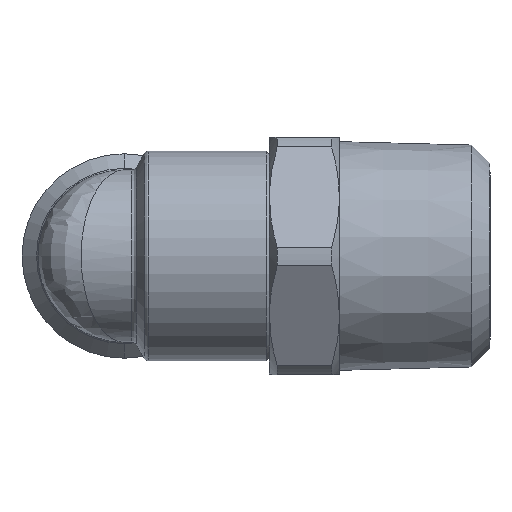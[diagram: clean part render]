
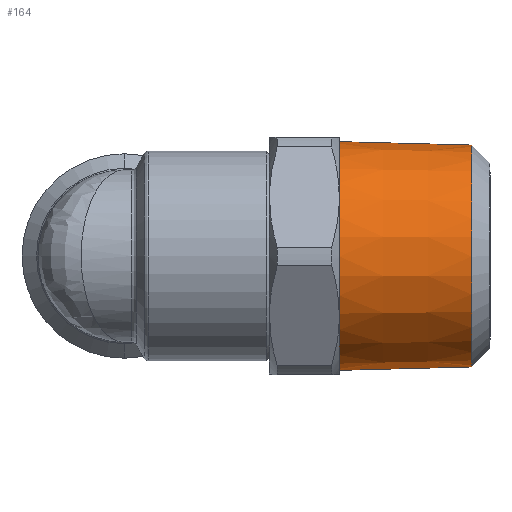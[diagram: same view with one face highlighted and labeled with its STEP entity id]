
A CAD part, left-side view. The second image highlights one B-rep face of the part: STEP entity #164.
In plain terms, the highlighted conical face has half-angle 1.47 degrees and reference radius 10.626 mm.
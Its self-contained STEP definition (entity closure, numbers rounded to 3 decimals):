
#42 = EDGE_CURVE ( 'NONE', #756, #786, #1475, .T. ) ;
#164 = ADVANCED_FACE ( 'NONE', ( #2042 ), #2037, .T. ) ;
#192 = EDGE_CURVE ( 'NONE', #764, #785, #1777, .T. ) ;
#755 = EDGE_CURVE ( 'NONE', #764, #756, #1768, .T. ) ;
#756 = VERTEX_POINT ( 'NONE', #1789 ) ;
#757 = EDGE_CURVE ( 'NONE', #785, #786, #1826, .T. ) ;
#764 = VERTEX_POINT ( 'NONE', #1800 ) ;
#785 = VERTEX_POINT ( 'NONE', #1897 ) ;
#786 = VERTEX_POINT ( 'NONE', #1902 ) ;
#1343 = ORIENTED_EDGE ( 'NONE', *, *, #192, .F. ) ;
#1344 = EDGE_LOOP ( 'NONE', ( #1363, #1343, #1361, #1368 ) ) ;
#1361 = ORIENTED_EDGE ( 'NONE', *, *, #755, .T. ) ;
#1363 = ORIENTED_EDGE ( 'NONE', *, *, #757, .F. ) ;
#1368 = ORIENTED_EDGE ( 'NONE', *, *, #42, .T. ) ;
#1467 = DIRECTION ( 'NONE',  ( 0., -1., 0. ) ) ;
#1468 = CARTESIAN_POINT ( 'NONE',  ( 0., -20., 0. ) ) ;
#1469 = AXIS2_PLACEMENT_3D ( 'NONE', #1468, #1467, #1478 ) ;
#1475 = CIRCLE ( 'NONE', #1469, 10.626 ) ;
#1478 = DIRECTION ( 'NONE',  ( 0.005, 0., -1. ) ) ;
#1645 = DIRECTION ( 'NONE',  ( -0.005, 0., 1. ) ) ;
#1768 = LINE ( 'NONE', #1788, #1787 ) ;
#1775 = CARTESIAN_POINT ( 'NONE',  ( 0., -32.3, 0. ) ) ;
#1776 = AXIS2_PLACEMENT_3D ( 'NONE', #1775, #1811, #1810 ) ;
#1777 = CIRCLE ( 'NONE', #1776, 10.311 ) ;
#1786 = DIRECTION ( 'NONE',  ( 0., 1., 0.026 ) ) ;
#1787 = VECTOR ( 'NONE', #1786, 1000. ) ;
#1788 = CARTESIAN_POINT ( 'NONE',  ( -0.05, -20., 10.626 ) ) ;
#1789 = CARTESIAN_POINT ( 'NONE',  ( -0.05, -20., 10.626 ) ) ;
#1800 = CARTESIAN_POINT ( 'NONE',  ( -0.048, -32.3, 10.311 ) ) ;
#1810 = DIRECTION ( 'NONE',  ( 0.005, 0., -1. ) ) ;
#1811 = DIRECTION ( 'NONE',  ( 0., -1., 0. ) ) ;
#1823 = DIRECTION ( 'NONE',  ( 0., 1., -0.026 ) ) ;
#1824 = VECTOR ( 'NONE', #1823, 1000. ) ;
#1825 = CARTESIAN_POINT ( 'NONE',  ( 0.05, -20., -10.626 ) ) ;
#1826 = LINE ( 'NONE', #1825, #1824 ) ;
#1897 = CARTESIAN_POINT ( 'NONE',  ( 0.048, -32.3, -10.311 ) ) ;
#1902 = CARTESIAN_POINT ( 'NONE',  ( 0.05, -20., -10.626 ) ) ;
#2034 = DIRECTION ( 'NONE',  ( 0., 1., 0. ) ) ;
#2035 = AXIS2_PLACEMENT_3D ( 'NONE', #2036, #2034, #1645 ) ;
#2036 = CARTESIAN_POINT ( 'NONE',  ( 0., -20., 0. ) ) ;
#2037 = CONICAL_SURFACE ( 'NONE', #2035, 10.626, 0.026 ) ;
#2042 = FACE_OUTER_BOUND ( 'NONE', #1344, .T. ) ;
